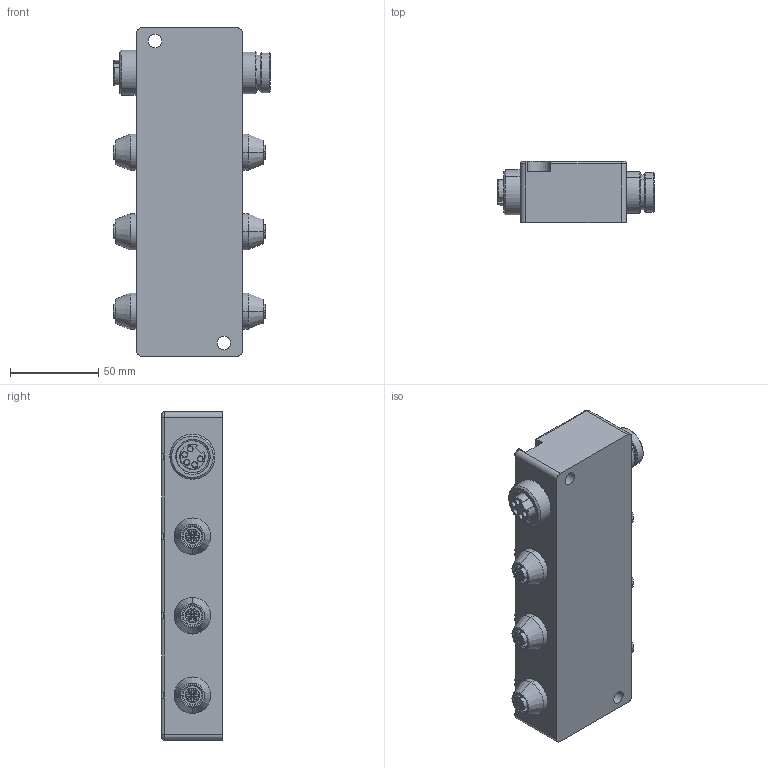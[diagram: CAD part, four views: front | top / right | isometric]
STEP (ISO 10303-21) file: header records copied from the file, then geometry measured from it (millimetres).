
FILE_DESCRIPTION(/* description */ (''),/* implementation_level */ '2;1');
FILE_NAME(/* name */ 'jb6enk-dn.stp',/* time_stamp */ '2019-06-24T16:56:44+08:00',/* author */ (''),/* organization */ (''),/* preprocessor_version */ 'ST-DEVELOPER v15',/* originating_system */ 'SIEMENS PLM Software NX 9.0',/* authorisation */ '');
FILE_SCHEMA (('CONFIG_CONTROL_DESIGN'));
Length unit declared in the file: millimetre
Products named in the file (1): jb6enk-dn
Bounding box: 89.3 x 34.5 x 185.8 mm (x, y, z)
Volume: 402059.7 mm3; surface area: 63390.4 mm2
Topology: 1 solids, 26 shells, 1753 faces, 4707 edges, 3111 vertices
Faces by surface type: plane 973, cylinder 583, cone 158, torus 21, sphere 10, bspline 8
Full cylindrical faces by diameter (mm): 10.5 x6
Entity records: 57222 total; most frequent: CARTESIAN_POINT 11364, DIRECTION 9823, ORIENTED_EDGE 9370, EDGE_CURVE 4685, AXIS2_PLACEMENT_3D 3441, VERTEX_POINT 3105, LINE 2941, VECTOR 2941
